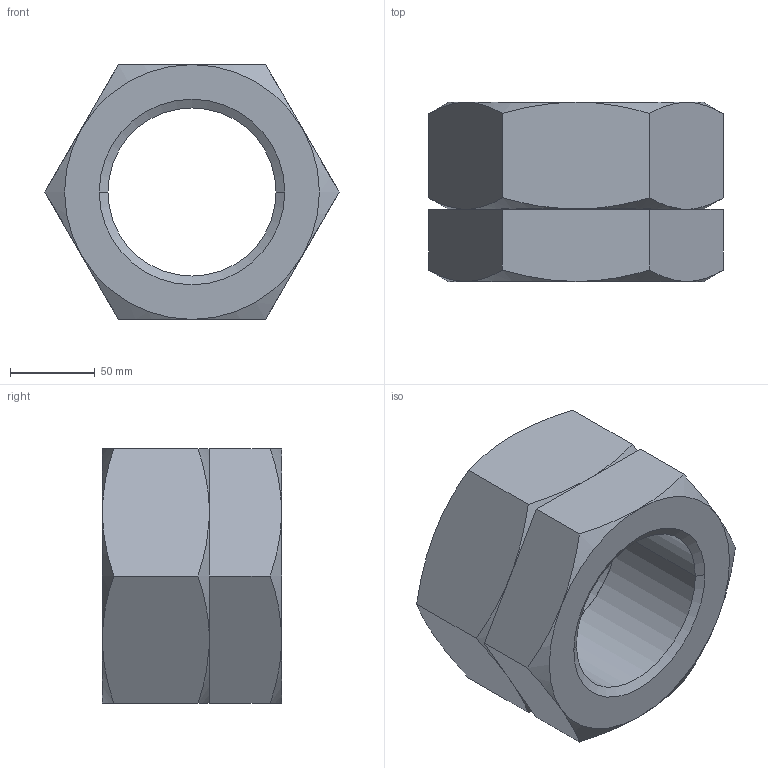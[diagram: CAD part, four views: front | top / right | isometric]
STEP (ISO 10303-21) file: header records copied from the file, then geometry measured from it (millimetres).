
FILE_DESCRIPTION((''),'2;1');
FILE_NAME('0RTHN105_____0','2019-10-29T14:26:43',('kim.bk'),(''),'CREO PARAMETRIC BY PTC INC, 2019010','CREO PARAMETRIC BY PTC INC, 2019010','');
FILE_SCHEMA(('CONFIG_CONTROL_DESIGN'));
Length unit declared in the file: millimetre
Products named in the file (1): 0RTHN105_____0
Bounding box: 173.21 x 105.6 x 150 mm (x, y, z)
Volume: 1227669.2 mm3; surface area: 144198.1 mm2
Topology: 2 solids, 2 shells, 344 faces, 953 edges, 630 vertices
Faces by surface type: plane 314, cone 26, cylinder 4
Entity records: 10979 total; most frequent: CARTESIAN_POINT 2167, ORIENTED_EDGE 1906, DIRECTION 1643, EDGE_CURVE 953, VECTOR 879, LINE 879, VERTEX_POINT 630, AXIS2_PLACEMENT_3D 382
